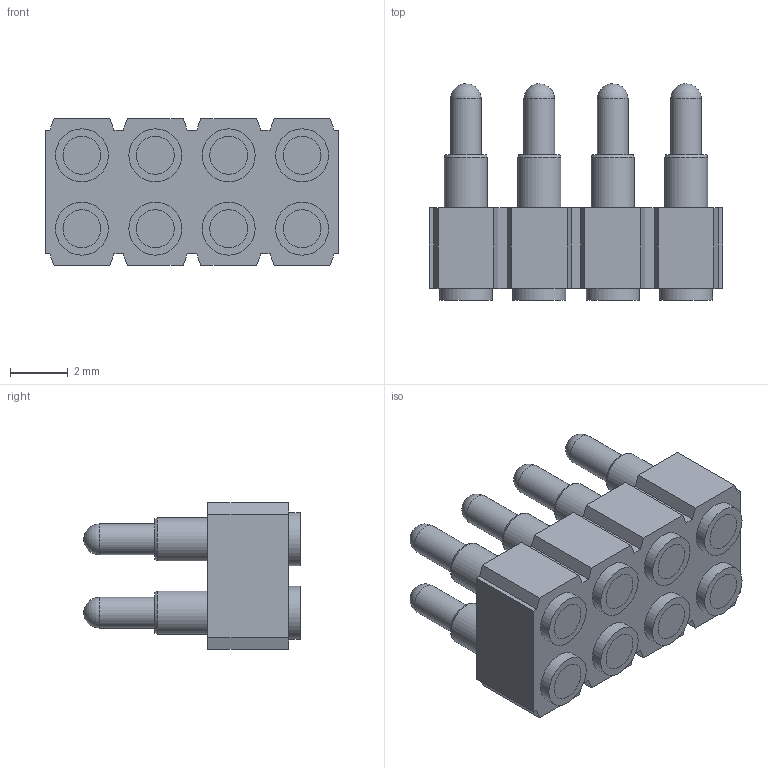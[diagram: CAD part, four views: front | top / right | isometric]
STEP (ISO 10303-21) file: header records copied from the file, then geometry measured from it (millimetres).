
FILE_DESCRIPTION(/* description */ (''),/* implementation_level */ '2;1');
FILE_NAME(/* name */ 'mill-max-814-22-008-30-002101.step',/* time_stamp */ '2021-04-19T11:52:19-07:00',/* author */ (''),/* organization */ (''),/* preprocessor_version */ 'ST-DEVELOPER v18.1',/* originating_system */ 'Autodesk Translation Framework v10.6.0.1341',/* authorisation */ '');
FILE_SCHEMA (('AUTOMOTIVE_DESIGN { 1 0 10303 214 3 1 1 }'));
Length unit declared in the file: inch
Products named in the file (3): mill-max-814-22-008-30-002101; P4XX-28-010-00-090000_P408-28-010-00-090000; 0913_default
Assembly tree (10 placements, depth 2):
  mill-max-814-22-008-30-002101
    P4XX-28-010-00-090000_P408-28-010-00-090000
    0913_default  x9
Bounding box: 10.16 x 7.49 x 5.08 mm (x, y, z)
Volume: 197.2 mm3; surface area: 604.9 mm2
Topology: 10 solids, 10 shells, 154 faces, 303 edges, 196 vertices
Faces by surface type: plane 83, cylinder 44, cone 18, sphere 9
Full cylindrical faces by diameter (mm): 1.062 x9, 1.499 x9, 1.549 x9, 1.603 x8, 1.829 x9
Entity records: 1959 total; most frequent: CARTESIAN_POINT 321, DIRECTION 320, ORIENTED_EDGE 300, EDGE_CURVE 150, LINE 122, VECTOR 122, VERTEX_POINT 100, AXIS2_PLACEMENT_3D 99
